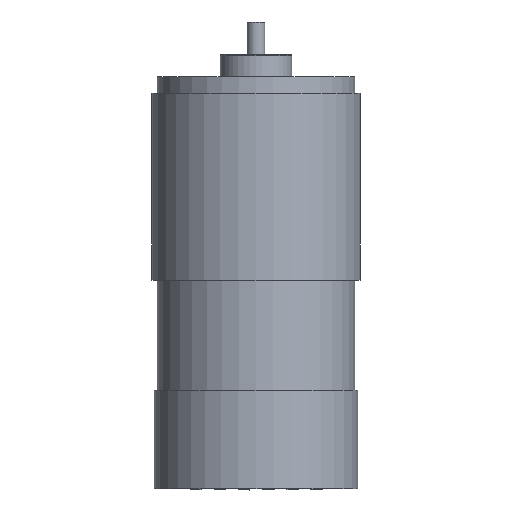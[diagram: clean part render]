
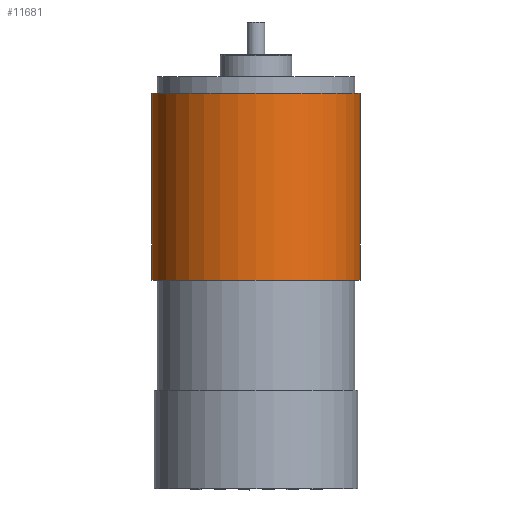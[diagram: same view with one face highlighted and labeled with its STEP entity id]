
A CAD part, front view. The second image highlights one B-rep face of the part: STEP entity #11681.
In plain terms, the highlighted cylindrical face has radius 19 mm (diameter 38 mm), a partial arc.
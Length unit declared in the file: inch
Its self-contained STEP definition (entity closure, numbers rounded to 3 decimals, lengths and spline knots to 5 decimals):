
#51 = VERTEX_POINT ( 'NONE', #11513 ) ;
#560 = CARTESIAN_POINT ( 'NONE',  ( -0.74803, 0., -1.45669 ) ) ;
#2563 = EDGE_CURVE ( 'NONE', #51, #10921, #15350, .T. ) ;
#2872 = ORIENTED_EDGE ( 'NONE', *, *, #2563, .T. ) ;
#3435 = DIRECTION ( 'NONE',  ( -1., 0., 0. ) ) ;
#3592 = DIRECTION ( 'NONE',  ( 0., 0., -1. ) ) ;
#3862 = CYLINDRICAL_SURFACE ( 'NONE', #7429, 0.74803 ) ;
#4964 = AXIS2_PLACEMENT_3D ( 'NONE', #10439, #3592, #3435 ) ;
#5077 = VERTEX_POINT ( 'NONE', #20359 ) ;
#6673 = EDGE_CURVE ( 'NONE', #10921, #5077, #9251, .T. ) ;
#6819 = DIRECTION ( 'NONE',  ( 0., 0., 1. ) ) ;
#7429 = AXIS2_PLACEMENT_3D ( 'NONE', #18189, #16254, #12708 ) ;
#7644 = LINE ( 'NONE', #10078, #12040 ) ;
#8214 = VECTOR ( 'NONE', #15916, 39.37008 ) ;
#9235 = EDGE_LOOP ( 'NONE', ( #14109, #17232, #2872, #18148 ) ) ;
#9251 = CIRCLE ( 'NONE', #12371, 0.74803 ) ;
#9817 = CIRCLE ( 'NONE', #4964, 0.74803 ) ;
#10078 = CARTESIAN_POINT ( 'NONE',  ( 0.74803, 0., -0.11811 ) ) ;
#10439 = CARTESIAN_POINT ( 'NONE',  ( 0., 0., -0.11811 ) ) ;
#10500 = CARTESIAN_POINT ( 'NONE',  ( 0., 0., -1.45669 ) ) ;
#10921 = VERTEX_POINT ( 'NONE', #560 ) ;
#11513 = CARTESIAN_POINT ( 'NONE',  ( -0.74803, 0., -0.11811 ) ) ;
#11681 = ADVANCED_FACE ( 'NONE', ( #19589 ), #3862, .T. ) ;
#12040 = VECTOR ( 'NONE', #19021, 39.37008 ) ;
#12283 = DIRECTION ( 'NONE',  ( -1., 0., 0. ) ) ;
#12371 = AXIS2_PLACEMENT_3D ( 'NONE', #10500, #6819, #12283 ) ;
#12388 = CARTESIAN_POINT ( 'NONE',  ( -0.74803, 0., -0.11811 ) ) ;
#12708 = DIRECTION ( 'NONE',  ( -1., 0., 0. ) ) ;
#13378 = CARTESIAN_POINT ( 'NONE',  ( 0.74803, 0., -0.11811 ) ) ;
#14109 = ORIENTED_EDGE ( 'NONE', *, *, #20908, .F. ) ;
#14507 = EDGE_CURVE ( 'NONE', #17590, #51, #9817, .T. ) ;
#15350 = LINE ( 'NONE', #12388, #8214 ) ;
#15916 = DIRECTION ( 'NONE',  ( 0., 0., -1. ) ) ;
#16254 = DIRECTION ( 'NONE',  ( 0., 0., -1. ) ) ;
#17232 = ORIENTED_EDGE ( 'NONE', *, *, #14507, .T. ) ;
#17590 = VERTEX_POINT ( 'NONE', #13378 ) ;
#18148 = ORIENTED_EDGE ( 'NONE', *, *, #6673, .T. ) ;
#18189 = CARTESIAN_POINT ( 'NONE',  ( 0., 0., -0.11811 ) ) ;
#19021 = DIRECTION ( 'NONE',  ( 0., 0., -1. ) ) ;
#19589 = FACE_OUTER_BOUND ( 'NONE', #9235, .T. ) ;
#20359 = CARTESIAN_POINT ( 'NONE',  ( 0.74803, 0., -1.45669 ) ) ;
#20908 = EDGE_CURVE ( 'NONE', #17590, #5077, #7644, .T. ) ;
